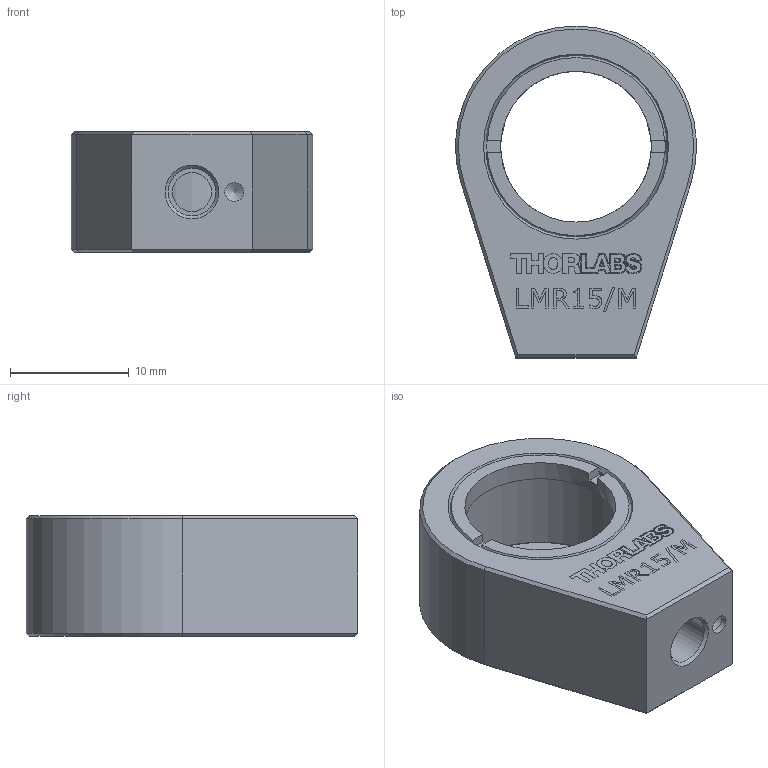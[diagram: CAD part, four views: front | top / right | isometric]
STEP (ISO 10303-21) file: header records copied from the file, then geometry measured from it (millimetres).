
FILE_DESCRIPTION(/* description */ (''),/* implementation_level */ '2;1');
FILE_NAME(/* name */ 'LMR15.step',/* time_stamp */ '2024-06-17T21:43:35-04:00',/* author */ (''),/* organization */ (''),/* preprocessor_version */ 'ST-DEVELOPER v20',/* originating_system */ 'Autodesk Translation Framework v12.20.1.177',/* authorisation */ '');
FILE_SCHEMA (('AUTOMOTIVE_DESIGN { 1 0 10303 214 3 1 1 }'));
Length unit declared in the file: millimetre
Products named in the file (1): LMR15
Bounding box: 20.31 x 27.94 x 10.16 mm (x, y, z)
Volume: 2681.8 mm3; surface area: 2273.7 mm2
Topology: 2 solids, 2 shells, 287 faces, 761 edges, 503 vertices
Faces by surface type: plane 188, bspline 80, cone 10, cylinder 9
Full cylindrical faces by diameter (mm): 1.587 x1, 3.3 x1, 4 x1, 12.7 x2, 15.062 x1, 15.5 x1, 16.002 x1
Entity records: 10135 total; most frequent: CARTESIAN_POINT 3186, ORIENTED_EDGE 1518, DIRECTION 1046, EDGE_CURVE 759, LINE 560, VECTOR 560, VERTEX_POINT 503, EDGE_LOOP 318
